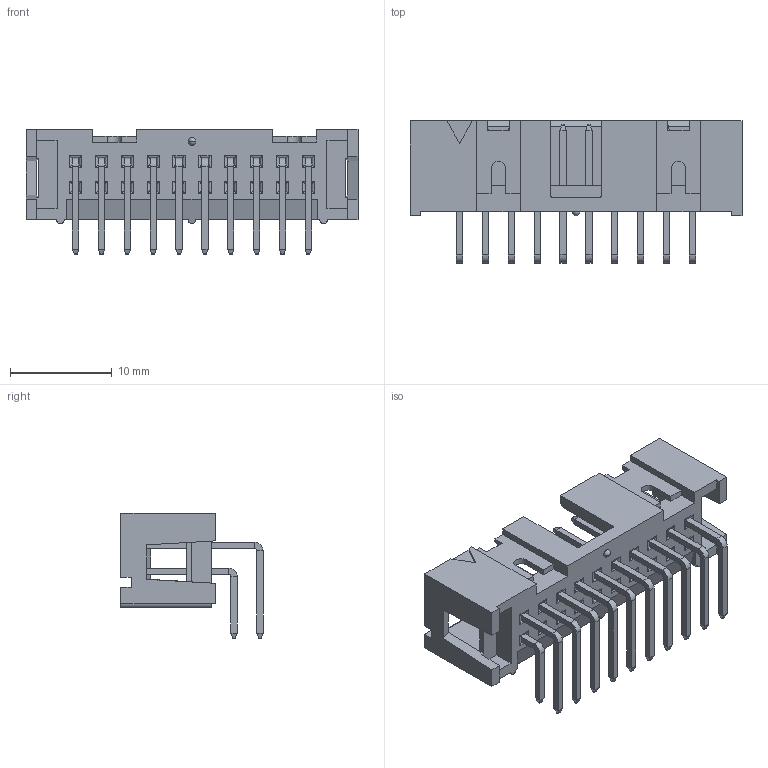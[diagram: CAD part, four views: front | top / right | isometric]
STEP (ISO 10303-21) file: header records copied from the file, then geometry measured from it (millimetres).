
FILE_DESCRIPTION((''),'2;1');
FILE_NAME('75867_Y04_ASM','2006-12-07T',('DaLegrand'),('FCI - CDC Division'),'PRO/ENGINEER BY PARAMETRIC TECHNOLOGY CORPORATION, 2004490','PRO/ENGINEER BY PARAMETRIC TECHNOLOGY CORPORATION, 2004490','');
FILE_SCHEMA(('CONFIG_CONTROL_DESIGN'));
Length unit declared in the file: millimetre
Products named in the file (4): 71965_Y20; 71953_X03; 71953_X04; 75867_Y04_ASM
Assembly tree (21 placements, depth 2):
  75867_Y04_ASM
    71965_Y20
    71953_X03  x10
    71953_X04  x10
Bounding box: 32.61 x 13.97 x 12.34 mm (x, y, z)
Volume: 1239.2 mm3; surface area: 2825.3 mm2
Topology: 21 solids, 21 shells, 697 faces, 1581 edges, 917 vertices
Faces by surface type: plane 528, cylinder 167, sphere 2
Entity records: 9910 total; most frequent: CARTESIAN_POINT 2416, ORIENTED_EDGE 1574, DIRECTION 1375, EDGE_CURVE 787, VECTOR 673, LINE 673, VERTEX_POINT 485, AXIS2_PLACEMENT_3D 351
